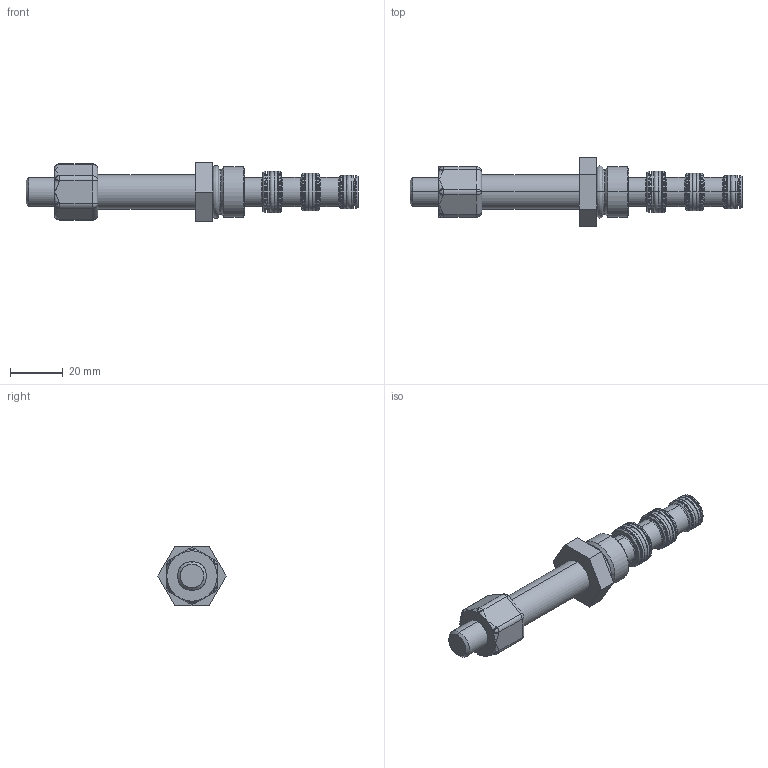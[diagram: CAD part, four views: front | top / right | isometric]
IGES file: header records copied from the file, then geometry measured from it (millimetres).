
Start section: SolidWorks IGES file using analytic representation for surfaces
Global section: file name: Z85A10021.igs; native system: SolidWorks 2014; preprocessor: SolidWorks 2014; author: arutput15; date: 141005.101341; units: millimetre
Bounding box: 125.8 x 25.87 x 22.4 mm (x, y, z)
Surface area: 9169.4 mm2 (no closed solid volume)
Topology: 0 solids, 0 shells, 227 faces, 2707 edges, 2689 vertices
Faces by surface type: revolution 120, bspline 107
